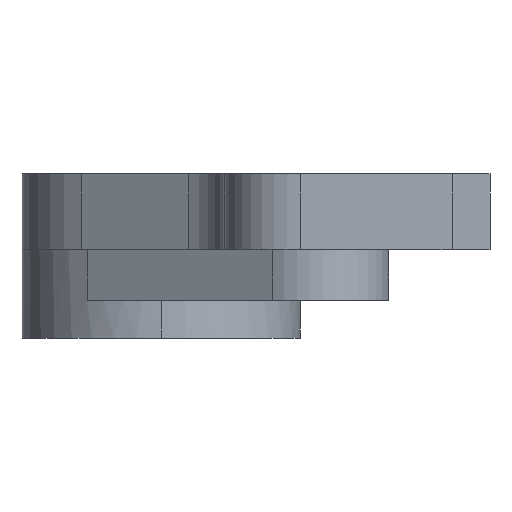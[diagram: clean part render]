
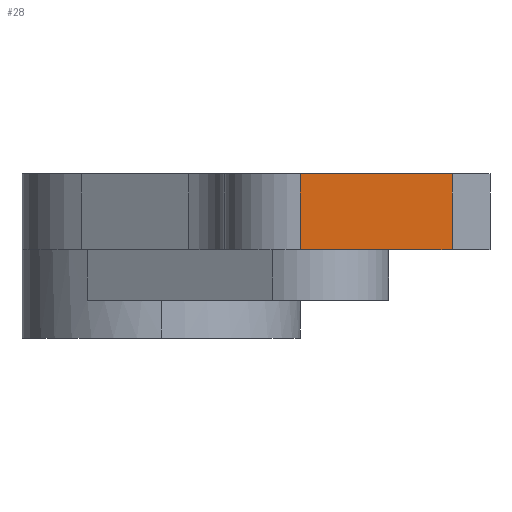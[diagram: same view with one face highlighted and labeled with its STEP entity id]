
A CAD part, left-side view. The second image highlights one B-rep face of the part: STEP entity #28.
In plain terms, the highlighted planar face has unit normal (-1, 0, 0).
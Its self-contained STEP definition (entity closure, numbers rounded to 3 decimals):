
#28 = ADVANCED_FACE ( 'NONE', ( #855 ), #411, .F. ) ;
#50 = VERTEX_POINT ( 'NONE', #969 ) ;
#96 = EDGE_CURVE ( 'NONE', #50, #731, #589, .T. ) ;
#125 = CARTESIAN_POINT ( 'NONE',  ( 0., 17., -6. ) ) ;
#146 = ORIENTED_EDGE ( 'NONE', *, *, #96, .T. ) ;
#177 = EDGE_CURVE ( 'NONE', #815, #50, #204, .T. ) ;
#204 = LINE ( 'NONE', #751, #1089 ) ;
#336 = CARTESIAN_POINT ( 'NONE',  ( 0., 6., 0. ) ) ;
#370 = CARTESIAN_POINT ( 'NONE',  ( 0., 0., 0. ) ) ;
#411 = PLANE ( 'NONE',  #683 ) ;
#446 = ORIENTED_EDGE ( 'NONE', *, *, #177, .T. ) ;
#485 = EDGE_CURVE ( 'NONE', #731, #872, #1310, .T. ) ;
#547 = DIRECTION ( 'NONE',  ( 1., 0., 0. ) ) ;
#589 = LINE ( 'NONE', #336, #1552 ) ;
#612 = DIRECTION ( 'NONE',  ( 0., 1., 0. ) ) ;
#683 = AXIS2_PLACEMENT_3D ( 'NONE', #1210, #547, #1230 ) ;
#731 = VERTEX_POINT ( 'NONE', #1029 ) ;
#751 = CARTESIAN_POINT ( 'NONE',  ( 0., -1.5, -3. ) ) ;
#761 = VECTOR ( 'NONE', #916, 1000. ) ;
#775 = DIRECTION ( 'NONE',  ( 0., -1., 0. ) ) ;
#815 = VERTEX_POINT ( 'NONE', #1383 ) ;
#831 = VECTOR ( 'NONE', #775, 1000. ) ;
#855 = FACE_OUTER_BOUND ( 'NONE', #1660, .T. ) ;
#872 = VERTEX_POINT ( 'NONE', #1713 ) ;
#916 = DIRECTION ( 'NONE',  ( 0., 0., 1. ) ) ;
#969 = CARTESIAN_POINT ( 'NONE',  ( 0., 6., -3. ) ) ;
#1029 = CARTESIAN_POINT ( 'NONE',  ( 0., 6., -6. ) ) ;
#1089 = VECTOR ( 'NONE', #612, 1000. ) ;
#1157 = ORIENTED_EDGE ( 'NONE', *, *, #1251, .T. ) ;
#1210 = CARTESIAN_POINT ( 'NONE',  ( 0., 17., 0. ) ) ;
#1230 = DIRECTION ( 'NONE',  ( 0., 0., -1. ) ) ;
#1251 = EDGE_CURVE ( 'NONE', #872, #815, #1647, .T. ) ;
#1267 = DIRECTION ( 'NONE',  ( 0., 0., -1. ) ) ;
#1310 = LINE ( 'NONE', #125, #831 ) ;
#1383 = CARTESIAN_POINT ( 'NONE',  ( 0., 0., -3. ) ) ;
#1552 = VECTOR ( 'NONE', #1267, 1000. ) ;
#1647 = LINE ( 'NONE', #370, #761 ) ;
#1660 = EDGE_LOOP ( 'NONE', ( #1157, #446, #146, #1687 ) ) ;
#1687 = ORIENTED_EDGE ( 'NONE', *, *, #485, .T. ) ;
#1713 = CARTESIAN_POINT ( 'NONE',  ( 0., 0., -6. ) ) ;
